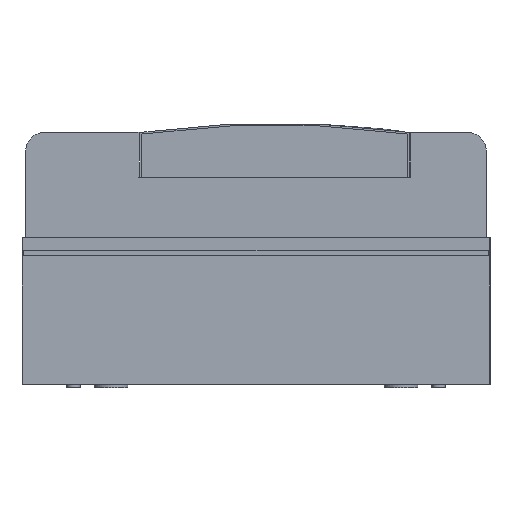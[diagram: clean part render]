
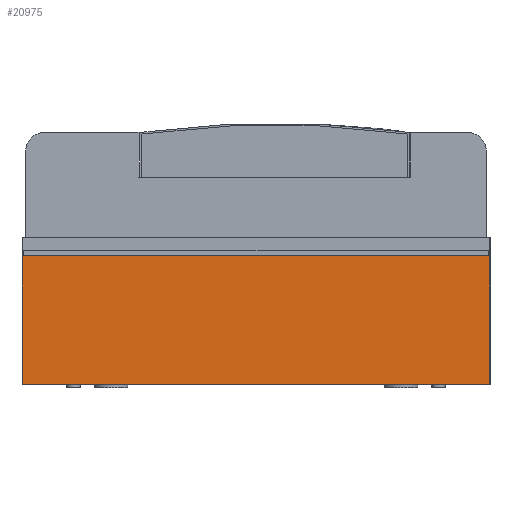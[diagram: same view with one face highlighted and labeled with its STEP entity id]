
A CAD part, left-side view. The second image highlights one B-rep face of the part: STEP entity #20975.
In plain terms, the highlighted planar face has unit normal (-1, 0, 0).
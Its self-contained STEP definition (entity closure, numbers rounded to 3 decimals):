
#1397 = EDGE_CURVE ( 'NONE', #4455, #14303, #24826, .T. ) ;
#1533 = EDGE_CURVE ( 'NONE', #4455, #29176, #23209, .T. ) ;
#3747 = ORIENTED_EDGE ( 'NONE', *, *, #40683, .F. ) ;
#4455 = VERTEX_POINT ( 'NONE', #30162 ) ;
#8611 = CARTESIAN_POINT ( 'NONE',  ( -163., 125., 0. ) ) ;
#11283 = DIRECTION ( 'NONE',  ( 1., 0., 0. ) ) ;
#12028 = DIRECTION ( 'NONE',  ( 0., -1., 0. ) ) ;
#12142 = ORIENTED_EDGE ( 'NONE', *, *, #1533, .F. ) ;
#13731 = VECTOR ( 'NONE', #22165, 1000. ) ;
#14259 = ORIENTED_EDGE ( 'NONE', *, *, #37267, .T. ) ;
#14303 = VERTEX_POINT ( 'NONE', #35362 ) ;
#15008 = VECTOR ( 'NONE', #16107, 1000. ) ;
#16107 = DIRECTION ( 'NONE',  ( 0., 0., -1. ) ) ;
#17880 = CARTESIAN_POINT ( 'NONE',  ( -163., -125., 0. ) ) ;
#17999 = ORIENTED_EDGE ( 'NONE', *, *, #1397, .T. ) ;
#19292 = DIRECTION ( 'NONE',  ( 0., -1., 0. ) ) ;
#19509 = CARTESIAN_POINT ( 'NONE',  ( -163., -125., 68.5 ) ) ;
#20975 = ADVANCED_FACE ( 'NONE', ( #32842 ), #31717, .F. ) ;
#22006 = CARTESIAN_POINT ( 'NONE',  ( -163., 125., 71. ) ) ;
#22165 = DIRECTION ( 'NONE',  ( 0., 0., -1. ) ) ;
#22774 = CARTESIAN_POINT ( 'NONE',  ( -163., -125., 71. ) ) ;
#23209 = LINE ( 'NONE', #26105, #24203 ) ;
#23677 = VERTEX_POINT ( 'NONE', #17880 ) ;
#24203 = VECTOR ( 'NONE', #19292, 1000. ) ;
#24826 = LINE ( 'NONE', #22006, #13731 ) ;
#25303 = LINE ( 'NONE', #8611, #25765 ) ;
#25765 = VECTOR ( 'NONE', #12028, 1000. ) ;
#26105 = CARTESIAN_POINT ( 'NONE',  ( -163., 125., 68.5 ) ) ;
#28206 = EDGE_LOOP ( 'NONE', ( #12142, #17999, #14259, #3747 ) ) ;
#28289 = CARTESIAN_POINT ( 'NONE',  ( -163., 125., 71. ) ) ;
#29176 = VERTEX_POINT ( 'NONE', #19509 ) ;
#29976 = AXIS2_PLACEMENT_3D ( 'NONE', #28289, #11283, #35128 ) ;
#30162 = CARTESIAN_POINT ( 'NONE',  ( -163., 125., 68.5 ) ) ;
#31717 = PLANE ( 'NONE',  #29976 ) ;
#32842 = FACE_OUTER_BOUND ( 'NONE', #28206, .T. ) ;
#35128 = DIRECTION ( 'NONE',  ( 0., 1., 0. ) ) ;
#35362 = CARTESIAN_POINT ( 'NONE',  ( -163., 125., 0. ) ) ;
#37267 = EDGE_CURVE ( 'NONE', #14303, #23677, #25303, .T. ) ;
#40683 = EDGE_CURVE ( 'NONE', #29176, #23677, #42087, .T. ) ;
#42087 = LINE ( 'NONE', #22774, #15008 ) ;
